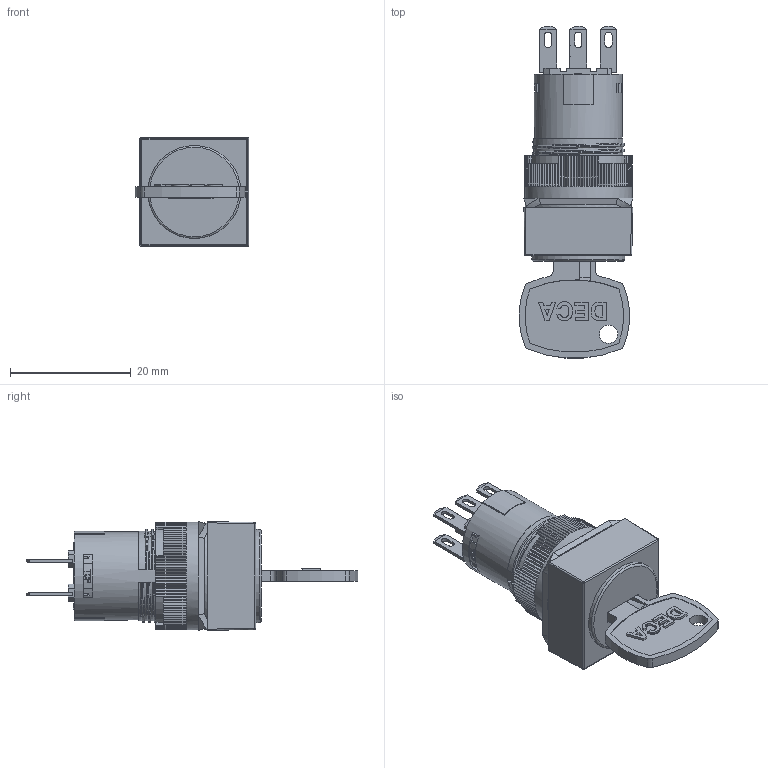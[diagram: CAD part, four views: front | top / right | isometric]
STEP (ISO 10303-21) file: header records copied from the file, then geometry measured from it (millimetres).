
FILE_DESCRIPTION( ( 'Unknown' ), '1' );
FILE_NAME( '零件1.stp', 'Unknown', ( 'Unknown' ), ( 'Unknown' ), 'XStep 1.0', 'Unknown', ' ' );
FILE_SCHEMA( ( 'automotive_design' ) );
Length unit declared in the file: millimetre
Products named in the file (1): 8
Bounding box: 18.76 x 54.94 x 18 mm (x, y, z)
Volume: 8671.3 mm3; surface area: 4952.4 mm2
Topology: 1 solids, 1 shells, 1163 faces, 3382 edges, 2227 vertices
Faces by surface type: plane 781, cylinder 147, extrusion 104, bspline 76, cone 50, sphere 4, torus 1
Full cylindrical faces by diameter (mm): 3 x1, 14.6 x1, 15.4 x1, 15.8 x1, 16.5 x1, 17.6 x1, 17.8 x1
Entity records: 57213 total; most frequent: CARTESIAN_POINT 17960, ORIENTED_EDGE 6732, DIRECTION 5437, EDGE_CURVE 3366, VECTOR 2393, LINE 2289, VERTEX_POINT 2221, AXIS2_PLACEMENT_3D 1522
